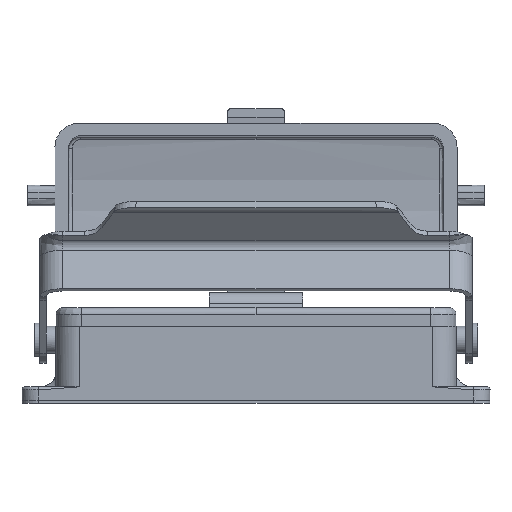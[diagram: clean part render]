
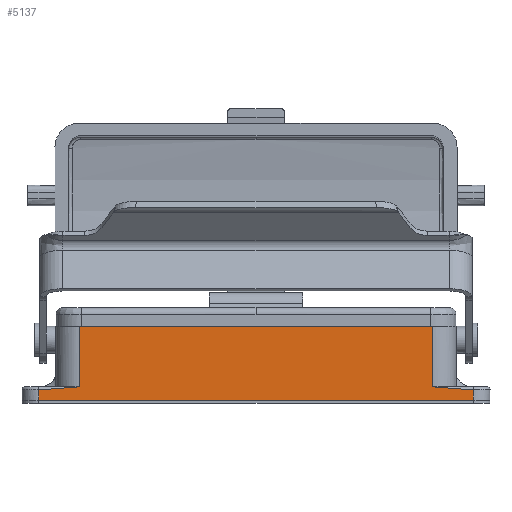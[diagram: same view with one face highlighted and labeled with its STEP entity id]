
A CAD part, front view. The second image highlights one B-rep face of the part: STEP entity #5137.
In plain terms, the highlighted planar face has unit normal (0, -1, 0).
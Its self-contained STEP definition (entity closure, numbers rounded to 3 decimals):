
#4634=B_SPLINE_CURVE_WITH_KNOTS('',3,(#18072,#18073,#18074,#18075,#18076,
#18077,#18078,#18079),.UNSPECIFIED.,.F.,.F.,(4,2,1,1,4),(0.,0.859,
0.931,0.98,1.),.UNSPECIFIED.);
#4674=B_SPLINE_CURVE_WITH_KNOTS('',3,(#20389,#20390,#20391,#20392),
 .UNSPECIFIED.,.F.,.F.,(4,4),(0.,1.),.UNSPECIFIED.);
#4681=B_SPLINE_CURVE_WITH_KNOTS('',3,(#20486,#20487,#20488,#20489,#20490,
#20491,#20492,#20493),.UNSPECIFIED.,.F.,.F.,(4,2,1,1,4),(0.,0.859,
0.931,0.98,1.),.UNSPECIFIED.);
#4682=B_SPLINE_CURVE_WITH_KNOTS('',3,(#20501,#20502,#20503,#20504),
 .UNSPECIFIED.,.F.,.F.,(4,4),(0.,1.),.UNSPECIFIED.);
#5137=ADVANCED_FACE('',(#5873),#5501,.T.);
#5501=PLANE('',#14397);
#5873=FACE_OUTER_BOUND('',#6458,.T.);
#6458=EDGE_LOOP('',(#9908,#9909,#9910,#9911,#9912,#9913,#9914,#9915));
#6866=LINE('',#18019,#7636);
#7211=LINE('',#20496,#7981);
#7212=LINE('',#20498,#7982);
#7213=LINE('',#20499,#7983);
#7636=VECTOR('',#15227,1.);
#7981=VECTOR('',#16092,1.);
#7982=VECTOR('',#16093,1.);
#7983=VECTOR('',#16094,1.);
#9908=ORIENTED_EDGE('',*,*,#13074,.F.);
#9909=ORIENTED_EDGE('',*,*,#13075,.F.);
#9910=ORIENTED_EDGE('',*,*,#13076,.F.);
#9911=ORIENTED_EDGE('',*,*,#12481,.F.);
#9912=ORIENTED_EDGE('',*,*,#12486,.T.);
#9913=ORIENTED_EDGE('',*,*,#13057,.T.);
#9914=ORIENTED_EDGE('',*,*,#13077,.F.);
#9915=ORIENTED_EDGE('',*,*,#13078,.T.);
#11435=VERTEX_POINT('',#18018);
#11436=VERTEX_POINT('',#18020);
#11439=VERTEX_POINT('',#18071);
#11816=VERTEX_POINT('',#20388);
#11827=VERTEX_POINT('',#20494);
#11828=VERTEX_POINT('',#20495);
#11829=VERTEX_POINT('',#20497);
#11830=VERTEX_POINT('',#20500);
#12481=EDGE_CURVE('',#11435,#11436,#6866,.T.);
#12486=EDGE_CURVE('',#11435,#11439,#4634,.T.);
#13057=EDGE_CURVE('',#11439,#11816,#4674,.T.);
#13074=EDGE_CURVE('',#11827,#11828,#4681,.T.);
#13075=EDGE_CURVE('',#11829,#11827,#7211,.T.);
#13076=EDGE_CURVE('',#11436,#11829,#7212,.T.);
#13077=EDGE_CURVE('',#11830,#11816,#7213,.T.);
#13078=EDGE_CURVE('',#11830,#11828,#4682,.T.);
#14397=AXIS2_PLACEMENT_3D('',#20505,#16095,#16096);
#15227=DIRECTION('',(0.,0.,-1.));
#16092=DIRECTION('',(0.,0.,1.));
#16093=DIRECTION('',(-1.,0.,0.));
#16094=DIRECTION('',(1.,0.,0.));
#16095=DIRECTION('',(0.,-1.,0.));
#16096=DIRECTION('',(0.,0.,1.));
#18018=CARTESIAN_POINT('',(65.,-21.4,-13.));
#18019=CARTESIAN_POINT('',(65.,-21.4,-13.));
#18020=CARTESIAN_POINT('',(65.,-21.4,-16.));
#18071=CARTESIAN_POINT('',(52.9,-21.4,-12.055));
#18072=CARTESIAN_POINT('',(65.,-21.4,-13.));
#18073=CARTESIAN_POINT('',(61.506,-21.4,-13.));
#18074=CARTESIAN_POINT('',(58.012,-21.4,-12.761));
#18075=CARTESIAN_POINT('',(54.292,-21.4,-12.261));
#18076=CARTESIAN_POINT('',(53.809,-21.4,-12.193));
#18077=CARTESIAN_POINT('',(53.25,-21.4,-12.11));
#18078=CARTESIAN_POINT('',(52.978,-21.4,-12.068));
#18079=CARTESIAN_POINT('',(52.9,-21.4,-12.055));
#20388=CARTESIAN_POINT('',(52.9,-21.4,6.));
#20389=CARTESIAN_POINT('',(52.9,-21.4,-12.055));
#20390=CARTESIAN_POINT('',(52.9,-21.4,-6.037));
#20391=CARTESIAN_POINT('',(52.9,-21.4,-0.018));
#20392=CARTESIAN_POINT('',(52.9,-21.4,6.));
#20486=CARTESIAN_POINT('',(-65.,-21.4,-13.));
#20487=CARTESIAN_POINT('',(-61.506,-21.4,-13.));
#20488=CARTESIAN_POINT('',(-58.012,-21.4,-12.761));
#20489=CARTESIAN_POINT('',(-54.292,-21.4,-12.261));
#20490=CARTESIAN_POINT('',(-53.809,-21.4,-12.193));
#20491=CARTESIAN_POINT('',(-53.25,-21.4,-12.11));
#20492=CARTESIAN_POINT('',(-52.978,-21.4,-12.068));
#20493=CARTESIAN_POINT('',(-52.9,-21.4,-12.055));
#20494=CARTESIAN_POINT('',(-65.,-21.4,-13.));
#20495=CARTESIAN_POINT('',(-52.9,-21.4,-12.055));
#20496=CARTESIAN_POINT('',(-65.,-21.4,-16.));
#20497=CARTESIAN_POINT('',(-65.,-21.4,-16.));
#20498=CARTESIAN_POINT('',(65.,-21.4,-16.));
#20499=CARTESIAN_POINT('',(-52.9,-21.4,6.));
#20500=CARTESIAN_POINT('',(-52.9,-21.4,6.));
#20501=CARTESIAN_POINT('',(-52.9,-21.4,6.));
#20502=CARTESIAN_POINT('',(-52.9,-21.4,-0.018));
#20503=CARTESIAN_POINT('',(-52.9,-21.4,-6.037));
#20504=CARTESIAN_POINT('',(-52.9,-21.4,-12.055));
#20505=CARTESIAN_POINT('',(70.3,-21.4,-16.85));
